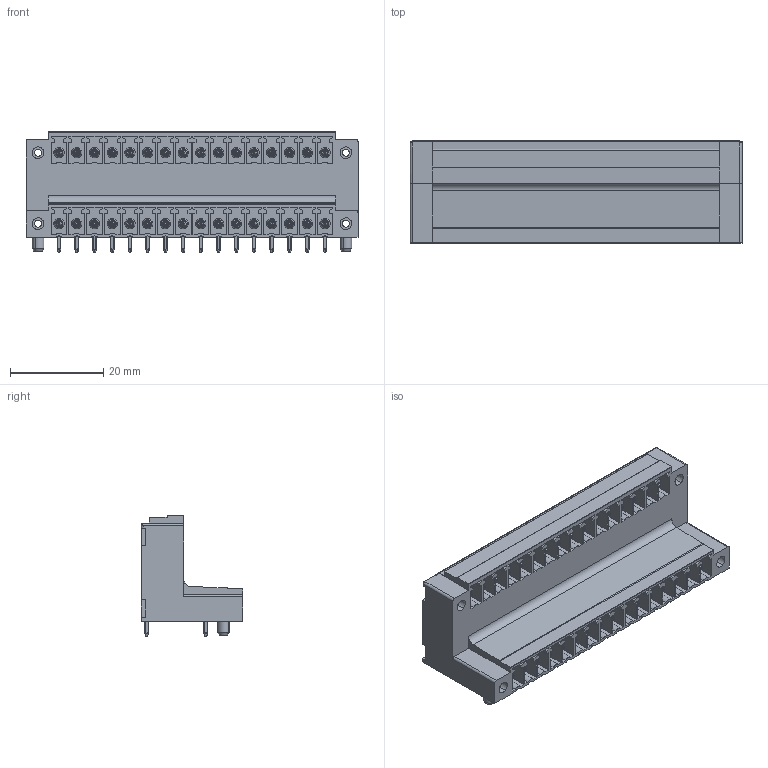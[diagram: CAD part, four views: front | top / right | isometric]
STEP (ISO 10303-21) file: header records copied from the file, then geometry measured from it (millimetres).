
FILE_DESCRIPTION(('CATIA V5 STEP Exchange','CAx-IF Rec.Pracs.--- Model Styling and Organization---1.2---2011-12-15'),'2;1');
FILE_NAME ('D1447248_0', '2018-10-13T11:16:16+00:00', ('none'), ('Weidmueller'), 'CATIA Version 5-6 Release 2014', 'CATIA V5 STEP AP214', 'none');
FILE_SCHEMA(('AUTOMOTIVE_DESIGN { 1 0 10303 214 1 1 1 1 }'));
Products named in the file (1): 1032730000
Bounding box: 71.35 x 21.9 x 25.9 mm (x, y, z)
Volume: 14176.6 mm3; surface area: 17033.6 mm2
Topology: 33 solids, 33 shells, 2172 faces, 5912 edges, 3878 vertices
Faces by surface type: plane 1335, cylinder 571, cone 168, torus 64, revolution 32, bspline 2
Entity records: 67549 total; most frequent: CARTESIAN_POINT 18899, ORIENTED_EDGE 11820, DIRECTION 7063, EDGE_CURVE 5910, VECTOR 4080, LINE 4080, VERTEX_POINT 3878, EDGE_LOOP 2318
